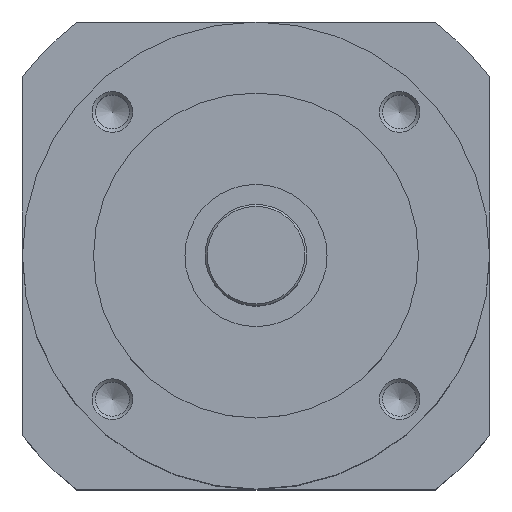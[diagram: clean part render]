
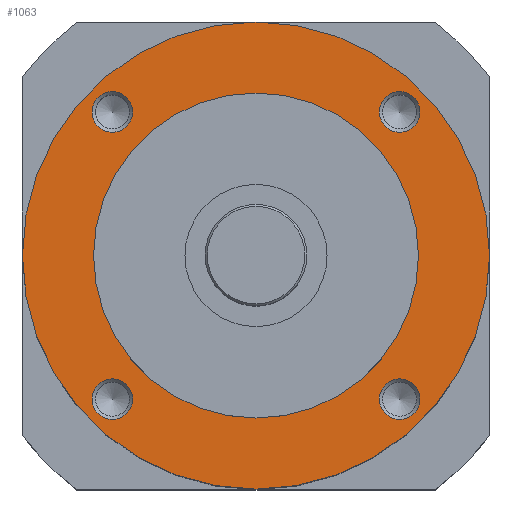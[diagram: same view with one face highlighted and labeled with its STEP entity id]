
A CAD part, top view. The second image highlights one B-rep face of the part: STEP entity #1063.
In plain terms, the highlighted face is planar.
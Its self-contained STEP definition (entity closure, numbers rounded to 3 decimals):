
#86=PLANE('',#1183);
#225=ORIENTED_EDGE('',*,*,#476,.F.);
#226=ORIENTED_EDGE('',*,*,#477,.F.);
#227=ORIENTED_EDGE('',*,*,#478,.F.);
#228=ORIENTED_EDGE('',*,*,#479,.F.);
#229=ORIENTED_EDGE('',*,*,#480,.F.);
#230=ORIENTED_EDGE('',*,*,#471,.T.);
#471=EDGE_CURVE('',#596,#596,#694,.T.);
#476=EDGE_CURVE('',#601,#601,#699,.T.);
#477=EDGE_CURVE('',#602,#602,#700,.T.);
#478=EDGE_CURVE('',#603,#603,#701,.T.);
#479=EDGE_CURVE('',#604,#604,#702,.T.);
#480=EDGE_CURVE('',#605,#605,#703,.T.);
#596=VERTEX_POINT('',#1731);
#601=VERTEX_POINT('',#1742);
#602=VERTEX_POINT('',#1744);
#603=VERTEX_POINT('',#1746);
#604=VERTEX_POINT('',#1748);
#605=VERTEX_POINT('',#1750);
#694=CIRCLE('',#1178,57.5);
#699=CIRCLE('',#1184,40.);
#700=CIRCLE('',#1185,5.);
#701=CIRCLE('',#1186,5.);
#702=CIRCLE('',#1187,5.);
#703=CIRCLE('',#1188,5.);
#769=EDGE_LOOP('',(#225));
#770=EDGE_LOOP('',(#226));
#771=EDGE_LOOP('',(#227));
#772=EDGE_LOOP('',(#228));
#773=EDGE_LOOP('',(#229));
#774=EDGE_LOOP('',(#230));
#901=FACE_BOUND('',#769,.T.);
#902=FACE_BOUND('',#770,.T.);
#903=FACE_BOUND('',#771,.T.);
#904=FACE_BOUND('',#772,.T.);
#905=FACE_BOUND('',#773,.T.);
#906=FACE_BOUND('',#774,.T.);
#1063=ADVANCED_FACE('',(#901,#902,#903,#904,#905,#906),#86,.F.);
#1178=AXIS2_PLACEMENT_3D('',#1730,#1355,#1356);
#1183=AXIS2_PLACEMENT_3D('',#1740,#1365,#1366);
#1184=AXIS2_PLACEMENT_3D('',#1741,#1367,#1368);
#1185=AXIS2_PLACEMENT_3D('',#1743,#1369,#1370);
#1186=AXIS2_PLACEMENT_3D('',#1745,#1371,#1372);
#1187=AXIS2_PLACEMENT_3D('',#1747,#1373,#1374);
#1188=AXIS2_PLACEMENT_3D('',#1749,#1375,#1376);
#1355=DIRECTION('',(1.,0.,0.));
#1356=DIRECTION('',(0.,0.,-1.));
#1365=DIRECTION('',(-1.,0.,0.));
#1366=DIRECTION('',(0.,0.,1.));
#1367=DIRECTION('',(1.,0.,0.));
#1368=DIRECTION('',(0.,0.,-1.));
#1369=DIRECTION('',(1.,0.,0.));
#1370=DIRECTION('',(0.,0.,-1.));
#1371=DIRECTION('',(1.,0.,0.));
#1372=DIRECTION('',(0.,0.,-1.));
#1373=DIRECTION('',(1.,0.,0.));
#1374=DIRECTION('',(0.,0.,-1.));
#1375=DIRECTION('',(1.,0.,0.));
#1376=DIRECTION('',(0.,0.,-1.));
#1730=CARTESIAN_POINT('',(0.,0.,0.));
#1731=CARTESIAN_POINT('',(0.,0.,-57.5));
#1740=CARTESIAN_POINT('',(0.,57.5,0.));
#1741=CARTESIAN_POINT('',(0.,0.,0.));
#1742=CARTESIAN_POINT('',(0.,0.,-40.));
#1743=CARTESIAN_POINT('',(0.,-35.355,-35.355));
#1744=CARTESIAN_POINT('',(0.,-35.355,-40.355));
#1745=CARTESIAN_POINT('',(0.,35.355,-35.355));
#1746=CARTESIAN_POINT('',(0.,35.355,-40.355));
#1747=CARTESIAN_POINT('',(0.,-35.355,35.355));
#1748=CARTESIAN_POINT('',(0.,-35.355,30.355));
#1749=CARTESIAN_POINT('',(0.,35.355,35.355));
#1750=CARTESIAN_POINT('',(0.,35.355,30.355));
